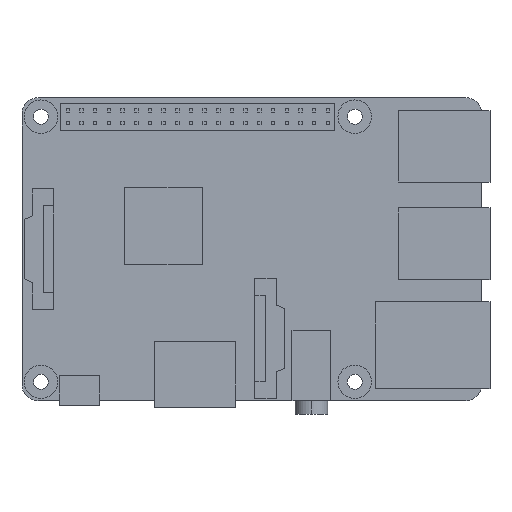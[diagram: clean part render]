
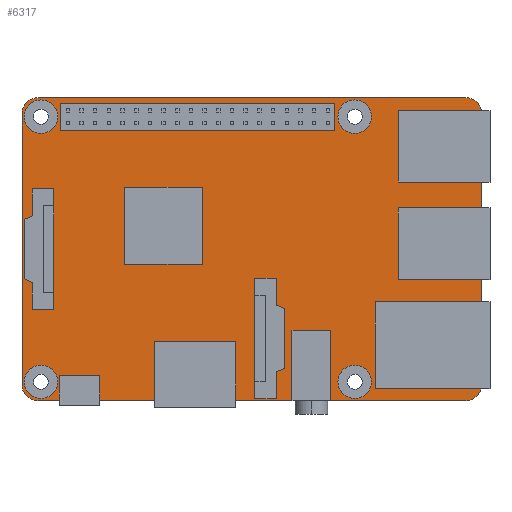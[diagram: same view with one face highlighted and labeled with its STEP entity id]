
A CAD part, top view. The second image highlights one B-rep face of the part: STEP entity #6317.
In plain terms, the highlighted planar face has unit normal (0, 0, 1).
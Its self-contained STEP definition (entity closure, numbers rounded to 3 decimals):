
#17 = CARTESIAN_POINT ( 'NONE',  ( 39.5, 28., 1.2 ) ) ;
#133 = CARTESIAN_POINT ( 'NONE',  ( 19., 24.5, 1.2 ) ) ;
#350 = VECTOR ( 'NONE', #2881, 1000. ) ;
#504 = VERTEX_POINT ( 'NONE', #4008 ) ;
#535 = VERTEX_POINT ( 'NONE', #6365 ) ;
#540 = CARTESIAN_POINT ( 'NONE',  ( 42.5, 28., 1.2 ) ) ;
#554 = DIRECTION ( 'NONE',  ( 1., 0., 0. ) ) ;
#613 = LINE ( 'NONE', #540, #350 ) ;
#673 = EDGE_CURVE ( 'NONE', #9753, #6112, #9818, .T. ) ;
#684 = AXIS2_PLACEMENT_3D ( 'NONE', #133, #5640, #938 ) ;
#783 = VERTEX_POINT ( 'NONE', #9988 ) ;
#793 = CARTESIAN_POINT ( 'NONE',  ( -39., 24.5, 1.2 ) ) ;
#891 = ORIENTED_EDGE ( 'NONE', *, *, #1576, .T. ) ;
#938 = DIRECTION ( 'NONE',  ( 1., 0., 0. ) ) ;
#971 = AXIS2_PLACEMENT_3D ( 'NONE', #7112, #2372, #7905 ) ;
#972 = DIRECTION ( 'NONE',  ( 0., 0., 1. ) ) ;
#1020 = CARTESIAN_POINT ( 'NONE',  ( 19., -24.5, 1.2 ) ) ;
#1039 = VERTEX_POINT ( 'NONE', #7533 ) ;
#1154 = CIRCLE ( 'NONE', #2263, 3.1 ) ;
#1174 = AXIS2_PLACEMENT_3D ( 'NONE', #9415, #4689, #10201 ) ;
#1363 = CARTESIAN_POINT ( 'NONE',  ( -42.1, 24.5, 1.2 ) ) ;
#1503 = CIRCLE ( 'NONE', #2883, 3.1 ) ;
#1565 = DIRECTION ( 'NONE',  ( 1., 0., 0. ) ) ;
#1576 = EDGE_CURVE ( 'NONE', #3270, #5771, #3011, .T. ) ;
#1767 = CARTESIAN_POINT ( 'NONE',  ( -42.5, 25., 1.2 ) ) ;
#1780 = DIRECTION ( 'NONE',  ( 1., 0., 0. ) ) ;
#1781 = EDGE_CURVE ( 'NONE', #8163, #2153, #7094, .T. ) ;
#1800 = EDGE_LOOP ( 'NONE', ( #891, #5517 ) ) ;
#1805 = CARTESIAN_POINT ( 'NONE',  ( 39.5, 25., 1.2 ) ) ;
#1988 = CARTESIAN_POINT ( 'NONE',  ( -42.1, -24.5, 1.2 ) ) ;
#2087 = EDGE_LOOP ( 'NONE', ( #6397, #9288, #4894, #6110, #4520, #5823, #5518, #5144 ) ) ;
#2153 = VERTEX_POINT ( 'NONE', #4466 ) ;
#2263 = AXIS2_PLACEMENT_3D ( 'NONE', #1020, #6500, #1780 ) ;
#2371 = CARTESIAN_POINT ( 'NONE',  ( -39.5, -25., 1.2 ) ) ;
#2372 = DIRECTION ( 'NONE',  ( 0., 0., -1. ) ) ;
#2499 = CIRCLE ( 'NONE', #7983, 3. ) ;
#2590 = DIRECTION ( 'NONE',  ( 1., 0., 0. ) ) ;
#2637 = EDGE_CURVE ( 'NONE', #8558, #504, #10043, .T. ) ;
#2652 = VERTEX_POINT ( 'NONE', #7211 ) ;
#2707 = EDGE_CURVE ( 'NONE', #6112, #9753, #1154, .T. ) ;
#2722 = CARTESIAN_POINT ( 'NONE',  ( 19., -24.5, 1.2 ) ) ;
#2876 = VECTOR ( 'NONE', #9986, 1000. ) ;
#2875 = VECTOR ( 'NONE', #5458, 1000. ) ;
#2881 = DIRECTION ( 'NONE',  ( -1., 0., 0. ) ) ;
#2883 = AXIS2_PLACEMENT_3D ( 'NONE', #7966, #3221, #8759 ) ;
#2968 = CIRCLE ( 'NONE', #1174, 3.1 ) ;
#3011 = CIRCLE ( 'NONE', #971, 3.1 ) ;
#3071 = CIRCLE ( 'NONE', #5142, 3.1 ) ;
#3073 = DIRECTION ( 'NONE',  ( 0., 0., 1. ) ) ;
#3161 = DIRECTION ( 'NONE',  ( 1., 0., 0. ) ) ;
#3207 = AXIS2_PLACEMENT_3D ( 'NONE', #2371, #7904, #3161 ) ;
#3221 = DIRECTION ( 'NONE',  ( 0., 0., -1. ) ) ;
#3270 = VERTEX_POINT ( 'NONE', #8554 ) ;
#3499 = EDGE_CURVE ( 'NONE', #535, #4202, #9763, .T. ) ;
#3510 = DIRECTION ( 'NONE',  ( 1., 0., 0. ) ) ;
#3545 = FACE_BOUND ( 'NONE', #5064, .T. ) ;
#3614 = AXIS2_PLACEMENT_3D ( 'NONE', #7804, #3073, #8607 ) ;
#3652 = CARTESIAN_POINT ( 'NONE',  ( -42.5, -28., 1.2 ) ) ;
#3739 = ORIENTED_EDGE ( 'NONE', *, *, #9277, .T. ) ;
#3839 = AXIS2_PLACEMENT_3D ( 'NONE', #2722, #8247, #3510 ) ;
#3982 = EDGE_CURVE ( 'NONE', #783, #2652, #9181, .T. ) ;
#4008 = CARTESIAN_POINT ( 'NONE',  ( 39.5, -28., 1.2 ) ) ;
#4033 = EDGE_CURVE ( 'NONE', #2153, #8558, #8443, .T. ) ;
#4115 = CARTESIAN_POINT ( 'NONE',  ( 19., 24.5, 1.2 ) ) ;
#4153 = CIRCLE ( 'NONE', #3614, 3. ) ;
#4202 = VERTEX_POINT ( 'NONE', #8859 ) ;
#4235 = EDGE_CURVE ( 'NONE', #2652, #5428, #2499, .T. ) ;
#4375 = VERTEX_POINT ( 'NONE', #6699 ) ;
#4466 = CARTESIAN_POINT ( 'NONE',  ( -42.5, -25., 1.2 ) ) ;
#4520 = ORIENTED_EDGE ( 'NONE', *, *, #2637, .T. ) ;
#4664 = CARTESIAN_POINT ( 'NONE',  ( 42.5, -28., 1.2 ) ) ;
#4689 = DIRECTION ( 'NONE',  ( 0., 0., -1. ) ) ;
#4772 = CARTESIAN_POINT ( 'NONE',  ( -39.5, -28., 1.2 ) ) ;
#4894 = ORIENTED_EDGE ( 'NONE', *, *, #1781, .T. ) ;
#4916 = DIRECTION ( 'NONE',  ( 1., 0., 0. ) ) ;
#4949 = ORIENTED_EDGE ( 'NONE', *, *, #673, .T. ) ;
#5064 = EDGE_LOOP ( 'NONE', ( #5488, #3739 ) ) ;
#5142 = AXIS2_PLACEMENT_3D ( 'NONE', #793, #6289, #1565 ) ;
#5144 = ORIENTED_EDGE ( 'NONE', *, *, #4235, .T. ) ;
#5174 = ORIENTED_EDGE ( 'NONE', *, *, #2707, .T. ) ;
#5246 = DIRECTION ( 'NONE',  ( 0., 0., 1. ) ) ;
#5380 = EDGE_CURVE ( 'NONE', #1039, #7331, #2968, .T. ) ;
#5424 = FACE_BOUND ( 'NONE', #7909, .T. ) ;
#5428 = VERTEX_POINT ( 'NONE', #17 ) ;
#5458 = DIRECTION ( 'NONE',  ( 0., 1., 0. ) ) ;
#5488 = ORIENTED_EDGE ( 'NONE', *, *, #5380, .T. ) ;
#5517 = ORIENTED_EDGE ( 'NONE', *, *, #6685, .T. ) ;
#5518 = ORIENTED_EDGE ( 'NONE', *, *, #3982, .T. ) ;
#5640 = DIRECTION ( 'NONE',  ( 0., 0., -1. ) ) ;
#5670 = FACE_BOUND ( 'NONE', #10133, .T. ) ;
#5671 = CARTESIAN_POINT ( 'NONE',  ( 0., 0., 1.2 ) ) ;
#5771 = VERTEX_POINT ( 'NONE', #1988 ) ;
#5823 = ORIENTED_EDGE ( 'NONE', *, *, #7254, .T. ) ;
#5889 = ORIENTED_EDGE ( 'NONE', *, *, #3499, .T. ) ;
#6110 = ORIENTED_EDGE ( 'NONE', *, *, #4033, .T. ) ;
#6112 = VERTEX_POINT ( 'NONE', #6198 ) ;
#6198 = CARTESIAN_POINT ( 'NONE',  ( 22.1, -24.5, 1.2 ) ) ;
#6289 = DIRECTION ( 'NONE',  ( 0., 0., -1. ) ) ;
#6317 = ADVANCED_FACE ( 'NONE', ( #5670, #3545, #9624, #7509, #5424 ), #8815, .T. ) ;
#6365 = CARTESIAN_POINT ( 'NONE',  ( 15.9, 24.5, 1.2 ) ) ;
#6397 = ORIENTED_EDGE ( 'NONE', *, *, #9728, .T. ) ;
#6414 = DIRECTION ( 'NONE',  ( 1., 0., 0. ) ) ;
#6457 = DIRECTION ( 'NONE',  ( 1., 0., 0. ) ) ;
#6500 = DIRECTION ( 'NONE',  ( 0., 0., -1. ) ) ;
#6685 = EDGE_CURVE ( 'NONE', #5771, #3270, #1503, .T. ) ;
#6699 = CARTESIAN_POINT ( 'NONE',  ( -39.5, 28., 1.2 ) ) ;
#7094 = LINE ( 'NONE', #3652, #2876 ) ;
#7112 = CARTESIAN_POINT ( 'NONE',  ( -39., -24.5, 1.2 ) ) ;
#7211 = CARTESIAN_POINT ( 'NONE',  ( 42.5, 25., 1.2 ) ) ;
#7254 = EDGE_CURVE ( 'NONE', #504, #783, #7655, .T. ) ;
#7328 = DIRECTION ( 'NONE',  ( 0., 0., 1. ) ) ;
#7331 = VERTEX_POINT ( 'NONE', #1363 ) ;
#7509 = FACE_BOUND ( 'NONE', #1800, .T. ) ;
#7533 = CARTESIAN_POINT ( 'NONE',  ( -35.9, 24.5, 1.2 ) ) ;
#7634 = CIRCLE ( 'NONE', #684, 3.1 ) ;
#7655 = CIRCLE ( 'NONE', #8311, 3. ) ;
#7694 = VECTOR ( 'NONE', #6414, 1000. ) ;
#7804 = CARTESIAN_POINT ( 'NONE',  ( -39.5, 25., 1.2 ) ) ;
#7888 = ORIENTED_EDGE ( 'NONE', *, *, #8102, .T. ) ;
#7904 = DIRECTION ( 'NONE',  ( 0., 0., 1. ) ) ;
#7905 = DIRECTION ( 'NONE',  ( 1., 0., 0. ) ) ;
#7909 = EDGE_LOOP ( 'NONE', ( #7888, #5889 ) ) ;
#7966 = CARTESIAN_POINT ( 'NONE',  ( -39., -24.5, 1.2 ) ) ;
#7983 = AXIS2_PLACEMENT_3D ( 'NONE', #1805, #7328, #2590 ) ;
#8102 = EDGE_CURVE ( 'NONE', #4202, #535, #7634, .T. ) ;
#8163 = VERTEX_POINT ( 'NONE', #1767 ) ;
#8247 = DIRECTION ( 'NONE',  ( 0., 0., -1. ) ) ;
#8311 = AXIS2_PLACEMENT_3D ( 'NONE', #9984, #5246, #554 ) ;
#8443 = CIRCLE ( 'NONE', #3207, 3. ) ;
#8466 = EDGE_CURVE ( 'NONE', #4375, #8163, #4153, .T. ) ;
#8523 = AXIS2_PLACEMENT_3D ( 'NONE', #5671, #972, #6457 ) ;
#8554 = CARTESIAN_POINT ( 'NONE',  ( -35.9, -24.5, 1.2 ) ) ;
#8558 = VERTEX_POINT ( 'NONE', #4772 ) ;
#8571 = AXIS2_PLACEMENT_3D ( 'NONE', #4115, #9647, #4916 ) ;
#8607 = DIRECTION ( 'NONE',  ( 1., 0., 0. ) ) ;
#8759 = DIRECTION ( 'NONE',  ( 1., 0., 0. ) ) ;
#8815 = PLANE ( 'NONE',  #8523 ) ;
#8859 = CARTESIAN_POINT ( 'NONE',  ( 22.1, 24.5, 1.2 ) ) ;
#9181 = LINE ( 'NONE', #4664, #2875 ) ;
#9277 = EDGE_CURVE ( 'NONE', #7331, #1039, #3071, .T. ) ;
#9288 = ORIENTED_EDGE ( 'NONE', *, *, #8466, .T. ) ;
#9415 = CARTESIAN_POINT ( 'NONE',  ( -39., 24.5, 1.2 ) ) ;
#9566 = CARTESIAN_POINT ( 'NONE',  ( 42.5, -28., 1.2 ) ) ;
#9624 = FACE_OUTER_BOUND ( 'NONE', #2087, .T. ) ;
#9647 = DIRECTION ( 'NONE',  ( 0., 0., -1. ) ) ;
#9728 = EDGE_CURVE ( 'NONE', #5428, #4375, #613, .T. ) ;
#9753 = VERTEX_POINT ( 'NONE', #10006 ) ;
#9763 = CIRCLE ( 'NONE', #8571, 3.1 ) ;
#9818 = CIRCLE ( 'NONE', #3839, 3.1 ) ;
#9984 = CARTESIAN_POINT ( 'NONE',  ( 39.5, -25., 1.2 ) ) ;
#9986 = DIRECTION ( 'NONE',  ( 0., -1., 0. ) ) ;
#9988 = CARTESIAN_POINT ( 'NONE',  ( 42.5, -25., 1.2 ) ) ;
#10006 = CARTESIAN_POINT ( 'NONE',  ( 15.9, -24.5, 1.2 ) ) ;
#10043 = LINE ( 'NONE', #9566, #7694 ) ;
#10133 = EDGE_LOOP ( 'NONE', ( #5174, #4949 ) ) ;
#10201 = DIRECTION ( 'NONE',  ( 1., 0., 0. ) ) ;
